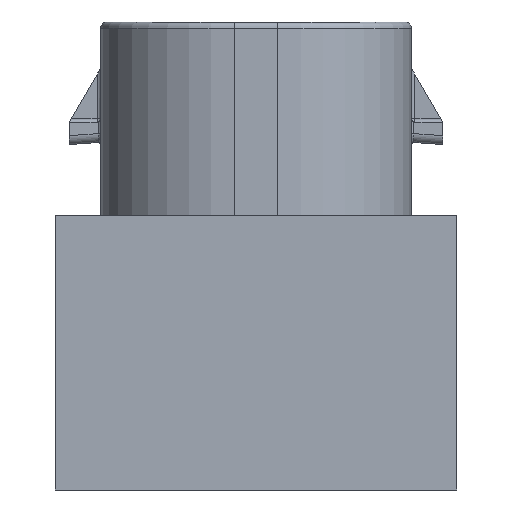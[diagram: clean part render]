
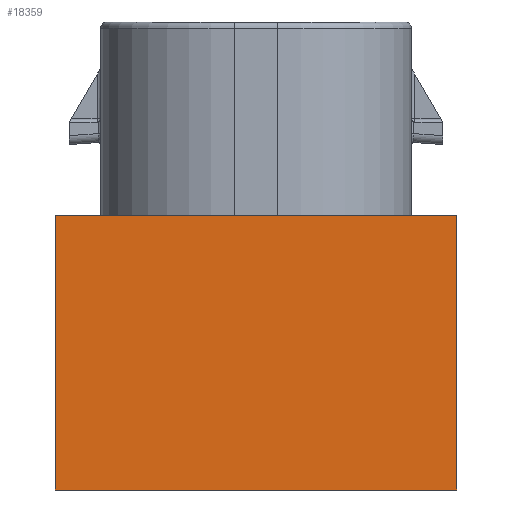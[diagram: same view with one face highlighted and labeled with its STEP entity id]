
A CAD part, front view. The second image highlights one B-rep face of the part: STEP entity #18359.
In plain terms, the highlighted planar face has unit normal (0, -1, 0).
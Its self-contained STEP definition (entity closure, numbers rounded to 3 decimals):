
#17365=CARTESIAN_POINT('Vertex',(-7.,-8.,8.8)) ;
#17368=CARTESIAN_POINT('Line Origine',(2.,-8.,8.8)) ;
#17372=CARTESIAN_POINT('Vertex',(11.,-8.,8.8)) ;
#18317=CARTESIAN_POINT('Line Origine',(-7.,-8.,2.65)) ;
#18321=CARTESIAN_POINT('Vertex',(-7.,-8.,-3.5)) ;
#18336=CARTESIAN_POINT('Axis2P3D Location',(11.,-8.,0.)) ;
#18341=CARTESIAN_POINT('Line Origine',(2.,-8.,-3.5)) ;
#18345=CARTESIAN_POINT('Vertex',(11.,-8.,-3.5)) ;
#18348=CARTESIAN_POINT('Line Origine',(11.,-8.,2.65)) ;
#17370=VECTOR('Line Direction',#17369,1.) ;
#18319=VECTOR('Line Direction',#18318,1.) ;
#18343=VECTOR('Line Direction',#18342,1.) ;
#18350=VECTOR('Line Direction',#18349,1.) ;
#17369=DIRECTION('Vector Direction',(1.,0.,0.)) ;
#18318=DIRECTION('Vector Direction',(0.,0.,-1.)) ;
#18337=DIRECTION('Axis2P3D Direction',(0.,1.,-0.)) ;
#18338=DIRECTION('Axis2P3D XDirection',(-1.,0.,0.)) ;
#18342=DIRECTION('Vector Direction',(-1.,0.,0.)) ;
#18349=DIRECTION('Vector Direction',(0.,0.,-1.)) ;
#18339=AXIS2_PLACEMENT_3D('Plane Axis2P3D',#18336,#18337,#18338) ;
#17371=LINE('Line',#17368,#17370) ;
#18320=LINE('Line',#18317,#18319) ;
#18344=LINE('Line',#18341,#18343) ;
#18351=LINE('Line',#18348,#18350) ;
#18340=PLANE('',#18339) ;
#17374=EDGE_CURVE('',#17373,#17366,#17371,.F.) ;
#18323=EDGE_CURVE('',#17366,#18322,#18320,.T.) ;
#18347=EDGE_CURVE('',#18346,#18322,#18344,.T.) ;
#18352=EDGE_CURVE('',#17373,#18346,#18351,.T.) ;
#18354=ORIENTED_EDGE('',*,*,#18347,.F.) ;
#18355=ORIENTED_EDGE('',*,*,#18352,.F.) ;
#18356=ORIENTED_EDGE('',*,*,#17374,.T.) ;
#18357=ORIENTED_EDGE('',*,*,#18323,.T.) ;
#18353=EDGE_LOOP('',(#18354,#18355,#18356,#18357)) ;
#17366=VERTEX_POINT('',#17365) ;
#17373=VERTEX_POINT('',#17372) ;
#18322=VERTEX_POINT('',#18321) ;
#18346=VERTEX_POINT('',#18345) ;
#18359=ADVANCED_FACE('120-S-012-2-A01 KEYING OPTION C',(#18358),#18340,.F.) ;
#18358=FACE_OUTER_BOUND('',#18353,.T.) ;
